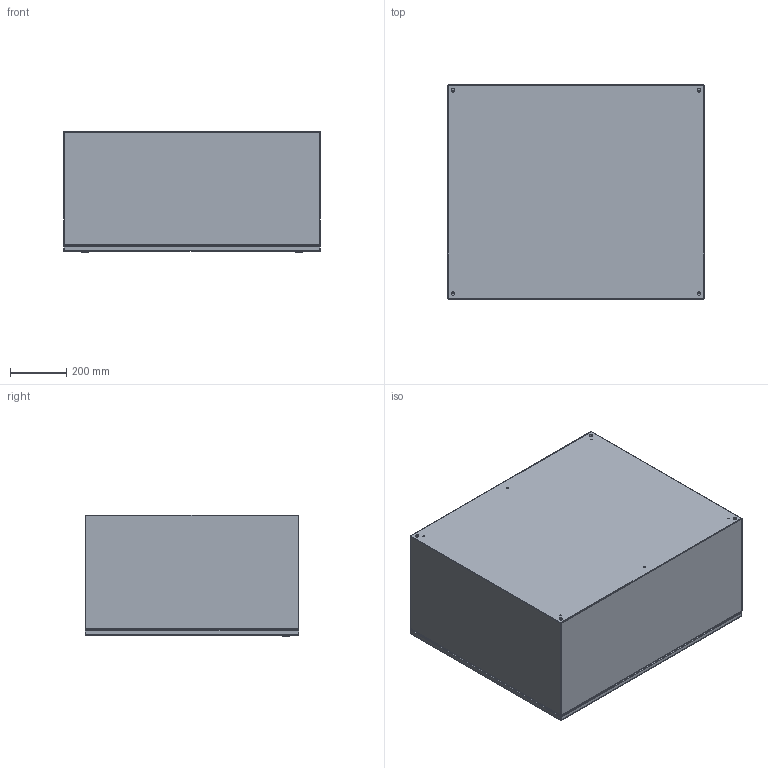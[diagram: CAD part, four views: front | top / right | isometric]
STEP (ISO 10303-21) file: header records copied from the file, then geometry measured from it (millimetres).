
FILE_DESCRIPTION (( 'STEP AP214' ), '1' );
FILE_NAME ('EN4SD363016LG.STEP', '2019-11-08T14:08:31', ( '' ), ( '' ), 'SwSTEP 2.0', 'SolidWorks 2019', '' );
FILE_SCHEMA (( 'AUTOMOTIVE_DESIGN' ));
Length unit declared in the file: inch
Products named in the file (1): EN4SD363016LG
Bounding box: 914.4 x 762 x 431.72 mm (x, y, z)
Volume: 5622492.2 mm3; surface area: 6201033.7 mm2
Topology: 35 solids, 36 shells, 900 faces, 2122 edges, 1324 vertices
Faces by surface type: plane 434, cylinder 294, bspline 114, torus 36, cone 22
Entity records: 41228 total; most frequent: CARTESIAN_POINT 8817, ORIENTED_EDGE 4204, DIRECTION 4162, EDGE_CURVE 2102, AXIS2_PLACEMENT_3D 1475, VERTEX_POINT 1324, VECTOR 1212, LINE 1212
